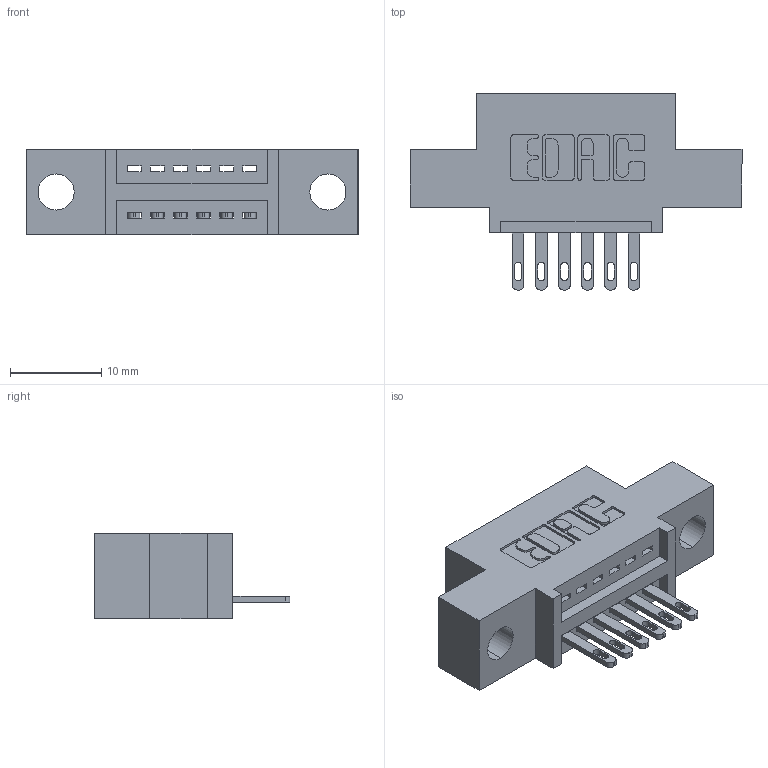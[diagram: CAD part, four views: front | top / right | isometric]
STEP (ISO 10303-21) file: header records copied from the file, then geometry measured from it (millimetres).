
FILE_DESCRIPTION (( 'STEP AP203' ), '1' );
FILE_NAME ('895-006-500-404.STEP', '2020-09-24T21:52:09', ( '' ), ( '' ), 'SwSTEP 2.0', 'SolidWorks 2020', '' );
FILE_SCHEMA (( 'CONFIG_CONTROL_DESIGN' ));
Length unit declared in the file: inch
Products named in the file (3): 895-006-500-404; 345-292-001_345-293-100; 845 Part_0.110 Offset - 0.156 Dia-TH
Assembly tree (7 placements, depth 2):
  895-006-500-404
    845 Part_0.110 Offset - 0.156 Dia-TH
    345-292-001_345-293-100  x6
Bounding box: 36.45 x 21.51 x 9.4 mm (x, y, z)
Volume: 3009.6 mm3; surface area: 3414.3 mm2
Topology: 7 solids, 7 shells, 454 faces, 1361 edges, 906 vertices
Faces by surface type: plane 288, cylinder 166
Entity records: 9427 total; most frequent: CARTESIAN_POINT 1642, ORIENTED_EDGE 1582, DIRECTION 1487, EDGE_CURVE 791, VECTOR 631, LINE 631, VERTEX_POINT 526, AXIS2_PLACEMENT_3D 428
